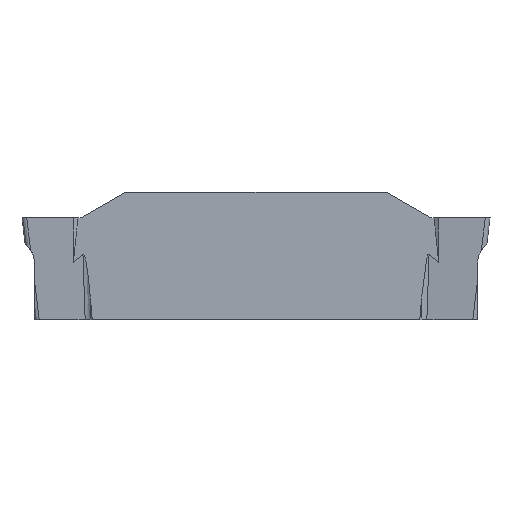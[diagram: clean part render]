
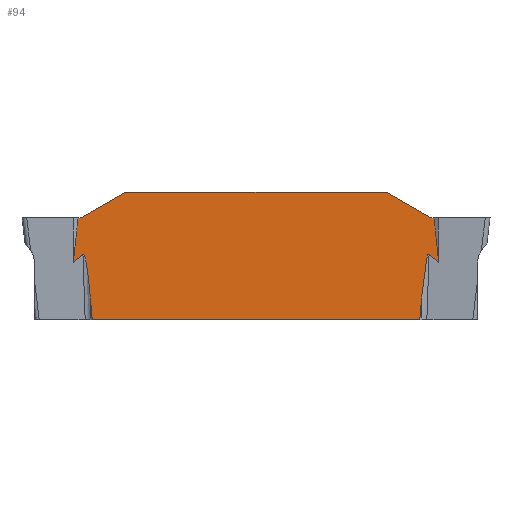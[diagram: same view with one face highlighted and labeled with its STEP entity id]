
A CAD part, left-side view. The second image highlights one B-rep face of the part: STEP entity #94.
In plain terms, the highlighted planar face has unit normal (-1, 0, 0).
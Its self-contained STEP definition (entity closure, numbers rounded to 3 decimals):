
#55=CIRCLE('',#823,0.25);
#56=CIRCLE('',#824,0.25);
#63=B_SPLINE_CURVE_WITH_KNOTS('',3,(#1168,#1169,#1170,#1171,#1172,#1173,
#1174,#1175,#1176,#1177,#1178,#1179,#1180,#1181,#1182,#1183,#1184,#1185,
#1186,#1187,#1188,#1189,#1190,#1191,#1192,#1193,#1194,#1195),
 .UNSPECIFIED.,.F.,.F.,(4,3,3,3,3,3,3,3,3,4),(0.,0.004,0.008,
0.011,0.016,0.024,0.052,
0.187,0.723,1.),.UNSPECIFIED.);
#64=B_SPLINE_CURVE_WITH_KNOTS('',3,(#1200,#1201,#1202,#1203,#1204,#1205,
#1206,#1207,#1208,#1209,#1210,#1211,#1212,#1213,#1214,#1215,#1216,#1217,
#1218,#1219,#1220,#1221,#1222,#1223,#1224,#1225,#1226,#1227,#1228,#1229,
#1230,#1231,#1232,#1233,#1234,#1235,#1236,#1237,#1238,#1239,#1240,#1241,
#1242),.UNSPECIFIED.,.F.,.F.,(4,3,3,3,3,3,3,3,3,3,3,3,3,3,4),(0.,0.314,
0.647,0.814,0.881,0.921,
0.945,0.961,0.975,0.982,0.987,
0.991,0.994,0.998,1.),.UNSPECIFIED.);
#94=ADVANCED_FACE('SIDE_IB_1_SU5',(#158),#134,.F.);
#134=PLANE('',#825);
#158=FACE_OUTER_BOUND('',#198,.T.);
#198=EDGE_LOOP('',(#267,#268,#269,#270,#271,#272,#273,#274,#275,#276,#277,
#278,#279,#280,#281,#282));
#267=ORIENTED_EDGE('',*,*,#569,.T.);
#268=ORIENTED_EDGE('',*,*,#570,.T.);
#269=ORIENTED_EDGE('',*,*,#571,.T.);
#270=ORIENTED_EDGE('',*,*,#572,.T.);
#271=ORIENTED_EDGE('',*,*,#550,.F.);
#272=ORIENTED_EDGE('',*,*,#573,.T.);
#273=ORIENTED_EDGE('',*,*,#574,.T.);
#274=ORIENTED_EDGE('',*,*,#575,.T.);
#275=ORIENTED_EDGE('',*,*,#576,.T.);
#276=ORIENTED_EDGE('',*,*,#577,.F.);
#277=ORIENTED_EDGE('',*,*,#578,.F.);
#278=ORIENTED_EDGE('',*,*,#579,.F.);
#279=ORIENTED_EDGE('',*,*,#580,.F.);
#280=ORIENTED_EDGE('',*,*,#581,.F.);
#281=ORIENTED_EDGE('',*,*,#582,.F.);
#282=ORIENTED_EDGE('',*,*,#583,.F.);
#474=VERTEX_POINT('',#1050);
#475=VERTEX_POINT('',#1052);
#491=VERTEX_POINT('',#1164);
#492=VERTEX_POINT('',#1165);
#493=VERTEX_POINT('',#1167);
#494=VERTEX_POINT('',#1196);
#495=VERTEX_POINT('',#1199);
#496=VERTEX_POINT('',#1243);
#497=VERTEX_POINT('',#1245);
#498=VERTEX_POINT('',#1247);
#499=VERTEX_POINT('',#1249);
#500=VERTEX_POINT('',#1251);
#501=VERTEX_POINT('',#1253);
#502=VERTEX_POINT('',#1255);
#503=VERTEX_POINT('',#1257);
#504=VERTEX_POINT('',#1259);
#550=EDGE_CURVE('',#474,#475,#660,.T.);
#569=EDGE_CURVE('',#491,#492,#671,.T.);
#570=EDGE_CURVE('',#492,#493,#672,.T.);
#571=EDGE_CURVE('',#493,#494,#63,.T.);
#572=EDGE_CURVE('',#494,#475,#673,.T.);
#573=EDGE_CURVE('',#474,#495,#674,.T.);
#574=EDGE_CURVE('',#495,#496,#64,.T.);
#575=EDGE_CURVE('',#496,#497,#675,.T.);
#576=EDGE_CURVE('',#497,#498,#676,.T.);
#577=EDGE_CURVE('',#499,#498,#677,.T.);
#578=EDGE_CURVE('',#500,#499,#55,.T.);
#579=EDGE_CURVE('',#501,#500,#678,.T.);
#580=EDGE_CURVE('',#502,#501,#679,.T.);
#581=EDGE_CURVE('',#503,#502,#680,.T.);
#582=EDGE_CURVE('',#504,#503,#56,.T.);
#583=EDGE_CURVE('',#491,#504,#681,.T.);
#660=LINE('',#1051,#722);
#671=LINE('',#1163,#733);
#672=LINE('',#1166,#734);
#673=LINE('',#1197,#735);
#674=LINE('',#1198,#736);
#675=LINE('',#1244,#737);
#676=LINE('',#1246,#738);
#677=LINE('',#1248,#739);
#678=LINE('',#1252,#740);
#679=LINE('',#1254,#741);
#680=LINE('',#1256,#742);
#681=LINE('',#1260,#743);
#722=VECTOR('',#869,1.);
#733=VECTOR('',#886,1.);
#734=VECTOR('',#887,1.);
#735=VECTOR('',#888,1.);
#736=VECTOR('',#889,1.);
#737=VECTOR('',#890,1.);
#738=VECTOR('',#891,1.);
#739=VECTOR('',#892,1.);
#740=VECTOR('',#895,1.);
#741=VECTOR('',#896,1.);
#742=VECTOR('',#897,1.);
#743=VECTOR('',#900,1.);
#823=AXIS2_PLACEMENT_3D('',#1250,#893,#894);
#824=AXIS2_PLACEMENT_3D('',#1258,#898,#899);
#825=AXIS2_PLACEMENT_3D('',#1261,#901,#902);
#869=DIRECTION('',(0.,1.,0.));
#886=DIRECTION('',(0.,0.104,-0.995));
#887=DIRECTION('',(0.,-0.769,0.64));
#888=DIRECTION('',(0.,-0.087,-0.996));
#889=DIRECTION('',(0.,-0.087,0.996));
#890=DIRECTION('',(0.,-0.769,-0.64));
#891=DIRECTION('',(0.,0.104,0.995));
#892=DIRECTION('',(0.,-1.,0.));
#893=DIRECTION('',(-1.,0.,0.));
#894=DIRECTION('',(0.,0.,-1.));
#895=DIRECTION('',(0.,-0.866,-0.5));
#896=DIRECTION('',(0.,-1.,0.));
#897=DIRECTION('',(0.,-0.866,0.5));
#898=DIRECTION('',(-1.,0.,0.));
#899=DIRECTION('',(0.,0.,-1.));
#900=DIRECTION('',(0.,-1.,0.));
#901=DIRECTION('',(1.,0.,0.));
#902=DIRECTION('',(0.,0.,-1.));
#1050=CARTESIAN_POINT('',(-1.,-7.287,-4.54));
#1051=CARTESIAN_POINT('',(-1.,0.,-4.54));
#1052=CARTESIAN_POINT('',(-1.,7.287,-4.54));
#1163=CARTESIAN_POINT('',(-1.,7.839,0.822));
#1164=CARTESIAN_POINT('',(-1.,7.925,0.));
#1165=CARTESIAN_POINT('',(-1.,8.134,-1.988));
#1166=CARTESIAN_POINT('',(-1.,2.351,2.825));
#1167=CARTESIAN_POINT('',(-1.,7.703,-1.63));
#1168=CARTESIAN_POINT('',(-1.,7.703,-1.63));
#1169=CARTESIAN_POINT('',(-1.,7.701,-1.628));
#1170=CARTESIAN_POINT('',(-1.,7.698,-1.627));
#1171=CARTESIAN_POINT('',(-1.,7.696,-1.625));
#1172=CARTESIAN_POINT('',(-1.,7.694,-1.624));
#1173=CARTESIAN_POINT('',(-1.,7.691,-1.624));
#1174=CARTESIAN_POINT('',(-1.,7.689,-1.624));
#1175=CARTESIAN_POINT('',(-1.,7.686,-1.623));
#1176=CARTESIAN_POINT('',(-1.,7.684,-1.624));
#1177=CARTESIAN_POINT('',(-1.,7.682,-1.624));
#1178=CARTESIAN_POINT('',(-1.,7.679,-1.625));
#1179=CARTESIAN_POINT('',(-1.,7.676,-1.627));
#1180=CARTESIAN_POINT('',(-1.,7.674,-1.628));
#1181=CARTESIAN_POINT('',(-1.,7.669,-1.632));
#1182=CARTESIAN_POINT('',(-1.,7.666,-1.636));
#1183=CARTESIAN_POINT('',(-1.,7.662,-1.64));
#1184=CARTESIAN_POINT('',(-1.,7.651,-1.654));
#1185=CARTESIAN_POINT('',(-1.,7.643,-1.672));
#1186=CARTESIAN_POINT('',(-1.,7.636,-1.689));
#1187=CARTESIAN_POINT('',(-1.,7.602,-1.77));
#1188=CARTESIAN_POINT('',(-1.,7.585,-1.858));
#1189=CARTESIAN_POINT('',(-1.,7.568,-1.944));
#1190=CARTESIAN_POINT('',(-1.,7.5,-2.288));
#1191=CARTESIAN_POINT('',(-1.,7.463,-2.637));
#1192=CARTESIAN_POINT('',(-1.,7.427,-2.985));
#1193=CARTESIAN_POINT('',(-1.,7.409,-3.165));
#1194=CARTESIAN_POINT('',(-1.,7.392,-3.345));
#1195=CARTESIAN_POINT('',(-1.,7.376,-3.525));
#1196=CARTESIAN_POINT('',(-1.,7.376,-3.525));
#1197=CARTESIAN_POINT('',(-1.,7.626,-0.667));
#1198=CARTESIAN_POINT('',(-1.,-7.626,-0.667));
#1199=CARTESIAN_POINT('',(-1.,-7.376,-3.525));
#1200=CARTESIAN_POINT('',(-1.,-7.376,-3.525));
#1201=CARTESIAN_POINT('',(-1.,-7.394,-3.32));
#1202=CARTESIAN_POINT('',(-1.,-7.413,-3.116));
#1203=CARTESIAN_POINT('',(-1.,-7.435,-2.911));
#1204=CARTESIAN_POINT('',(-1.,-7.458,-2.695));
#1205=CARTESIAN_POINT('',(-1.,-7.483,-2.48));
#1206=CARTESIAN_POINT('',(-1.,-7.514,-2.265));
#1207=CARTESIAN_POINT('',(-1.,-7.53,-2.157));
#1208=CARTESIAN_POINT('',(-1.,-7.547,-2.049));
#1209=CARTESIAN_POINT('',(-1.,-7.569,-1.941));
#1210=CARTESIAN_POINT('',(-1.,-7.577,-1.898));
#1211=CARTESIAN_POINT('',(-1.,-7.587,-1.855));
#1212=CARTESIAN_POINT('',(-1.,-7.597,-1.813));
#1213=CARTESIAN_POINT('',(-1.,-7.604,-1.787));
#1214=CARTESIAN_POINT('',(-1.,-7.611,-1.762));
#1215=CARTESIAN_POINT('',(-1.,-7.619,-1.737));
#1216=CARTESIAN_POINT('',(-1.,-7.623,-1.722));
#1217=CARTESIAN_POINT('',(-1.,-7.629,-1.707));
#1218=CARTESIAN_POINT('',(-1.,-7.635,-1.692));
#1219=CARTESIAN_POINT('',(-1.,-7.638,-1.683));
#1220=CARTESIAN_POINT('',(-1.,-7.642,-1.674));
#1221=CARTESIAN_POINT('',(-1.,-7.647,-1.665));
#1222=CARTESIAN_POINT('',(-1.,-7.651,-1.656));
#1223=CARTESIAN_POINT('',(-1.,-7.656,-1.648));
#1224=CARTESIAN_POINT('',(-1.,-7.661,-1.641));
#1225=CARTESIAN_POINT('',(-1.,-7.664,-1.637));
#1226=CARTESIAN_POINT('',(-1.,-7.667,-1.634));
#1227=CARTESIAN_POINT('',(-1.,-7.67,-1.631));
#1228=CARTESIAN_POINT('',(-1.,-7.673,-1.629));
#1229=CARTESIAN_POINT('',(-1.,-7.676,-1.627));
#1230=CARTESIAN_POINT('',(-1.,-7.679,-1.625));
#1231=CARTESIAN_POINT('',(-1.,-7.681,-1.624));
#1232=CARTESIAN_POINT('',(-1.,-7.684,-1.624));
#1233=CARTESIAN_POINT('',(-1.,-7.686,-1.624));
#1234=CARTESIAN_POINT('',(-1.,-7.688,-1.623));
#1235=CARTESIAN_POINT('',(-1.,-7.691,-1.624));
#1236=CARTESIAN_POINT('',(-1.,-7.693,-1.624));
#1237=CARTESIAN_POINT('',(-1.,-7.695,-1.625));
#1238=CARTESIAN_POINT('',(-1.,-7.698,-1.626));
#1239=CARTESIAN_POINT('',(-1.,-7.7,-1.628));
#1240=CARTESIAN_POINT('',(-1.,-7.701,-1.628));
#1241=CARTESIAN_POINT('',(-1.,-7.702,-1.629));
#1242=CARTESIAN_POINT('',(-1.,-7.703,-1.63));
#1243=CARTESIAN_POINT('',(-1.,-7.703,-1.63));
#1244=CARTESIAN_POINT('',(-1.,-2.351,2.825));
#1245=CARTESIAN_POINT('',(-1.,-8.134,-1.988));
#1246=CARTESIAN_POINT('',(-1.,-7.839,0.822));
#1247=CARTESIAN_POINT('',(-1.,-7.925,0.));
#1248=CARTESIAN_POINT('',(-1.,0.,0.));
#1249=CARTESIAN_POINT('',(-1.,-7.832,0.));
#1250=CARTESIAN_POINT('',(-1.,-7.832,0.25));
#1251=CARTESIAN_POINT('',(-1.,-7.707,0.033));
#1252=CARTESIAN_POINT('',(-1.,-1.941,3.362));
#1253=CARTESIAN_POINT('',(-1.,-5.791,1.14));
#1254=CARTESIAN_POINT('',(-1.,0.,1.14));
#1255=CARTESIAN_POINT('',(-1.,5.791,1.14));
#1256=CARTESIAN_POINT('',(-1.,1.941,3.362));
#1257=CARTESIAN_POINT('',(-1.,7.707,0.033));
#1258=CARTESIAN_POINT('',(-1.,7.832,0.25));
#1259=CARTESIAN_POINT('',(-1.,7.832,0.));
#1260=CARTESIAN_POINT('',(-1.,0.,0.));
#1261=CARTESIAN_POINT('',(-1.,0.,0.));
